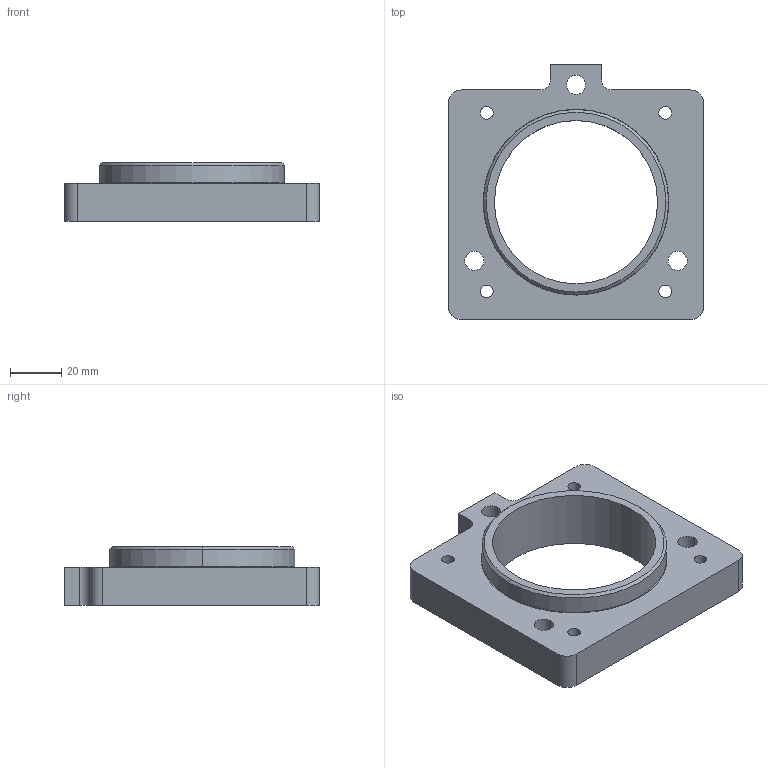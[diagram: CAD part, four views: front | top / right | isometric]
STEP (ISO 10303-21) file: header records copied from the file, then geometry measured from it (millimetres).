
FILE_DESCRIPTION (( 'STEP AP214' ), '1' );
FILE_NAME ('Bride papillon - V6.STEP', '2020-06-29T12:36:16', ( '' ), ( '' ), 'SwSTEP 2.0', 'SolidWorks 2011', '' );
FILE_SCHEMA (( 'AUTOMOTIVE_DESIGN' ));
Length unit declared in the file: millimetre
Products named in the file (1): Bride papillon - V6
Bounding box: 100 x 100 x 23 mm (x, y, z)
Volume: 91414 mm3; surface area: 26044.2 mm2
Topology: 1 solids, 1 shells, 48 faces, 122 edges, 80 vertices
Faces by surface type: cylinder 30, plane 14, torus 2, cone 2
Entity records: 1634 total; most frequent: DIRECTION 286, CARTESIAN_POINT 251, ORIENTED_EDGE 244, EDGE_CURVE 122, AXIS2_PLACEMENT_3D 115, VERTEX_POINT 80, EDGE_LOOP 68, CIRCLE 66
